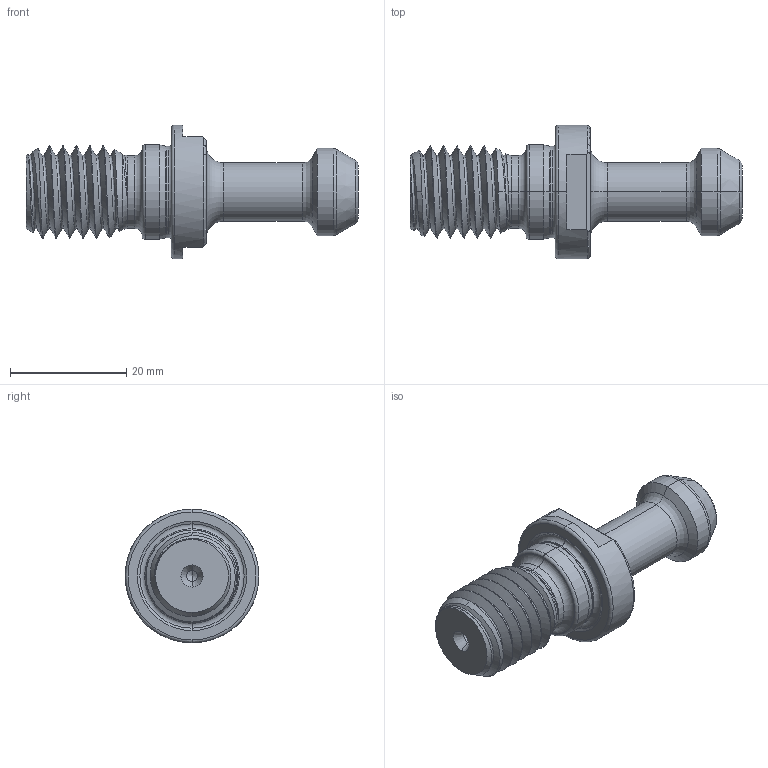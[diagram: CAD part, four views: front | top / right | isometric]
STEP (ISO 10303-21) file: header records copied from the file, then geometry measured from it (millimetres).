
FILE_DESCRIPTION (( 'STEP AP214' ), '1' );
FILE_NAME ('4014TRK-MF.STEP', '2022-03-17T02:42:02', ( '' ), ( '' ), 'SwSTEP 2.0', 'SolidWorks 2021', '' );
FILE_SCHEMA (( 'AUTOMOTIVE_DESIGN' ));
Length unit declared in the file: millimetre
Products named in the file (1): 4014TRK-MF
Bounding box: 57.15 x 23 x 23 mm (x, y, z)
Volume: 8967.3 mm3; surface area: 3833.4 mm2
Topology: 1 solids, 1 shells, 87 faces, 205 edges, 121 vertices
Faces by surface type: cylinder 27, cone 23, torus 22, plane 12, bspline 3
Entity records: 5615 total; most frequent: CARTESIAN_POINT 2726, DIRECTION 409, ORIENTED_EDGE 402, EDGE_CURVE 201, AXIS2_PLACEMENT_3D 175, VERTEX_POINT 121, EDGE_LOOP 92, CIRCLE 90
